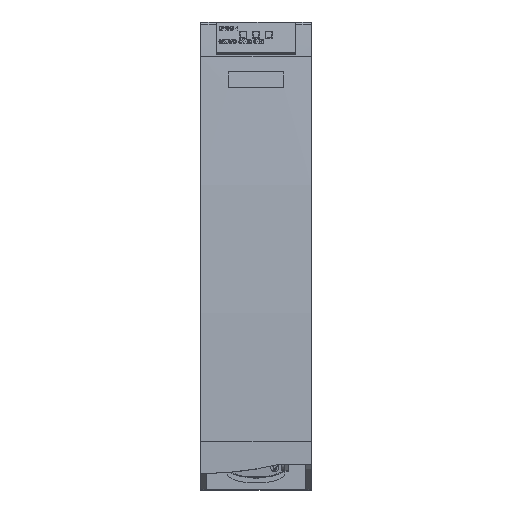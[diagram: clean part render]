
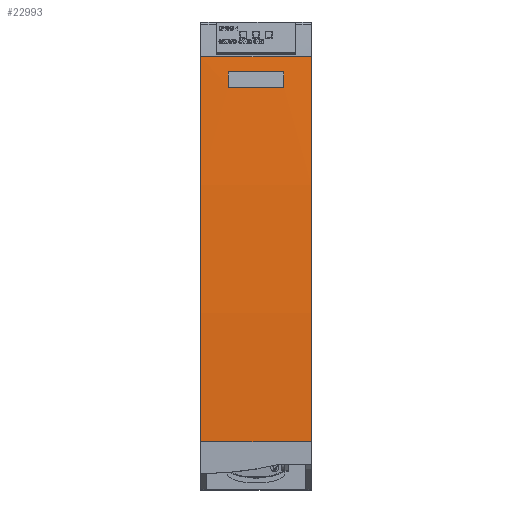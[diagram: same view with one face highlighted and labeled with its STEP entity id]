
A CAD part, top view. The second image highlights one B-rep face of the part: STEP entity #22993.
In plain terms, the highlighted cylindrical face has radius 1000 mm (diameter 2000 mm), a partial arc.
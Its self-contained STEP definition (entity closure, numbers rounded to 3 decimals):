
#408 = VECTOR ( 'NONE', #7315, 1000. ) ;
#1618 = EDGE_CURVE ( 'NONE', #98845, #62670, #66885, .T. ) ;
#1978 = CARTESIAN_POINT ( 'NONE',  ( -8.75, 53.835, 128.21 ) ) ;
#2111 = DIRECTION ( 'NONE',  ( 1., 0., 0. ) ) ;
#4852 = CYLINDRICAL_SURFACE ( 'NONE', #30175, 1000. ) ;
#5271 = DIRECTION ( 'NONE',  ( -1., 0., 0. ) ) ;
#7315 = DIRECTION ( 'NONE',  ( -1., 0., 0. ) ) ;
#7669 = CARTESIAN_POINT ( 'NONE',  ( -15.9, -62.5, 135. ) ) ;
#10770 = VERTEX_POINT ( 'NONE', #101931 ) ;
#11508 = DIRECTION ( 'NONE',  ( -1., 0., 0. ) ) ;
#12195 = EDGE_CURVE ( 'NONE', #85010, #41724, #84690, .T. ) ;
#12317 = DIRECTION ( 'NONE',  ( 1., 0., 0. ) ) ;
#12400 = CARTESIAN_POINT ( 'NONE',  ( 17.4, -62.5, 135. ) ) ;
#13792 = DIRECTION ( 'NONE',  ( -1., 0., 0. ) ) ;
#13824 = ORIENTED_EDGE ( 'NONE', *, *, #18672, .F. ) ;
#15245 = FACE_OUTER_BOUND ( 'NONE', #102560, .T. ) ;
#18594 = CARTESIAN_POINT ( 'NONE',  ( 8.75, -62.5, -865. ) ) ;
#18672 = EDGE_CURVE ( 'NONE', #58584, #83255, #34190, .T. ) ;
#19087 = ORIENTED_EDGE ( 'NONE', *, *, #58608, .F. ) ;
#19987 = DIRECTION ( 'NONE',  ( -1., 0., 0. ) ) ;
#20301 = CARTESIAN_POINT ( 'NONE',  ( 8.75, 49.061, 128.758 ) ) ;
#22993 = ADVANCED_FACE ( 'NONE', ( #79175, #15245 ), #4852, .T. ) ;
#23462 = ORIENTED_EDGE ( 'NONE', *, *, #12195, .F. ) ;
#23654 = VERTEX_POINT ( 'NONE', #104661 ) ;
#25372 = ORIENTED_EDGE ( 'NONE', *, *, #35237, .F. ) ;
#26952 = DIRECTION ( 'NONE',  ( 0., 0., -1. ) ) ;
#27027 = DIRECTION ( 'NONE',  ( 1., 0., 0. ) ) ;
#29518 = VECTOR ( 'NONE', #11508, 1000. ) ;
#30175 = AXIS2_PLACEMENT_3D ( 'NONE', #103376, #19987, #45473 ) ;
#32539 = LINE ( 'NONE', #37125, #91153 ) ;
#33718 = EDGE_CURVE ( 'NONE', #83255, #85010, #73827, .T. ) ;
#34190 = CIRCLE ( 'NONE', #54770, 1000. ) ;
#34381 = AXIS2_PLACEMENT_3D ( 'NONE', #76978, #27027, #85331 ) ;
#35237 = EDGE_CURVE ( 'NONE', #10770, #98845, #78242, .T. ) ;
#37125 = CARTESIAN_POINT ( 'NONE',  ( -15.9, 49.061, 128.758 ) ) ;
#39517 = ORIENTED_EDGE ( 'NONE', *, *, #87821, .T. ) ;
#41724 = VERTEX_POINT ( 'NONE', #82597 ) ;
#45344 = CARTESIAN_POINT ( 'NONE',  ( 8.75, 53.835, 128.21 ) ) ;
#45473 = DIRECTION ( 'NONE',  ( 0., 0., 1. ) ) ;
#50203 = LINE ( 'NONE', #63641, #104949 ) ;
#51986 = CARTESIAN_POINT ( 'NONE',  ( 17.4, -62.5, -865. ) ) ;
#51998 = AXIS2_PLACEMENT_3D ( 'NONE', #51986, #2111, #60396 ) ;
#54429 = ORIENTED_EDGE ( 'NONE', *, *, #1618, .F. ) ;
#54770 = AXIS2_PLACEMENT_3D ( 'NONE', #18594, #76914, #26952 ) ;
#55141 = CARTESIAN_POINT ( 'NONE',  ( -17.4, -62.5, -865. ) ) ;
#55212 = CIRCLE ( 'NONE', #91201, 1000. ) ;
#58584 = VERTEX_POINT ( 'NONE', #20301 ) ;
#58608 = EDGE_CURVE ( 'NONE', #41724, #58584, #32539, .T. ) ;
#60396 = DIRECTION ( 'NONE',  ( 0., 0., -1. ) ) ;
#62670 = VERTEX_POINT ( 'NONE', #73699 ) ;
#63095 = EDGE_LOOP ( 'NONE', ( #19087, #23462, #90993, #13824 ) ) ;
#63521 = DIRECTION ( 'NONE',  ( 0., 0., 1. ) ) ;
#63641 = CARTESIAN_POINT ( 'NONE',  ( -15.9, 58.685, 127.63 ) ) ;
#66885 = LINE ( 'NONE', #7669, #408 ) ;
#73699 = CARTESIAN_POINT ( 'NONE',  ( -17.4, -62.5, 135. ) ) ;
#73827 = LINE ( 'NONE', #78180, #29518 ) ;
#76914 = DIRECTION ( 'NONE',  ( -1., 0., 0. ) ) ;
#76978 = CARTESIAN_POINT ( 'NONE',  ( -8.75, -62.5, -865. ) ) ;
#78180 = CARTESIAN_POINT ( 'NONE',  ( -15.9, 53.835, 128.21 ) ) ;
#78242 = CIRCLE ( 'NONE', #51998, 1000. ) ;
#79175 = FACE_BOUND ( 'NONE', #63095, .T. ) ;
#79788 = ORIENTED_EDGE ( 'NONE', *, *, #88467, .F. ) ;
#82597 = CARTESIAN_POINT ( 'NONE',  ( -8.75, 49.061, 128.758 ) ) ;
#83255 = VERTEX_POINT ( 'NONE', #45344 ) ;
#84690 = CIRCLE ( 'NONE', #34381, 1000. ) ;
#85010 = VERTEX_POINT ( 'NONE', #1978 ) ;
#85331 = DIRECTION ( 'NONE',  ( 0., 0., 1. ) ) ;
#87821 = EDGE_CURVE ( 'NONE', #10770, #23654, #50203, .T. ) ;
#88467 = EDGE_CURVE ( 'NONE', #62670, #23654, #55212, .T. ) ;
#90993 = ORIENTED_EDGE ( 'NONE', *, *, #33718, .F. ) ;
#91153 = VECTOR ( 'NONE', #12317, 1000. ) ;
#91201 = AXIS2_PLACEMENT_3D ( 'NONE', #55141, #5271, #63521 ) ;
#98845 = VERTEX_POINT ( 'NONE', #12400 ) ;
#101931 = CARTESIAN_POINT ( 'NONE',  ( 17.4, 58.685, 127.63 ) ) ;
#102560 = EDGE_LOOP ( 'NONE', ( #79788, #54429, #25372, #39517 ) ) ;
#103376 = CARTESIAN_POINT ( 'NONE',  ( -15.9, -62.5, -865. ) ) ;
#104661 = CARTESIAN_POINT ( 'NONE',  ( -17.4, 58.685, 127.63 ) ) ;
#104949 = VECTOR ( 'NONE', #13792, 1000. ) ;
